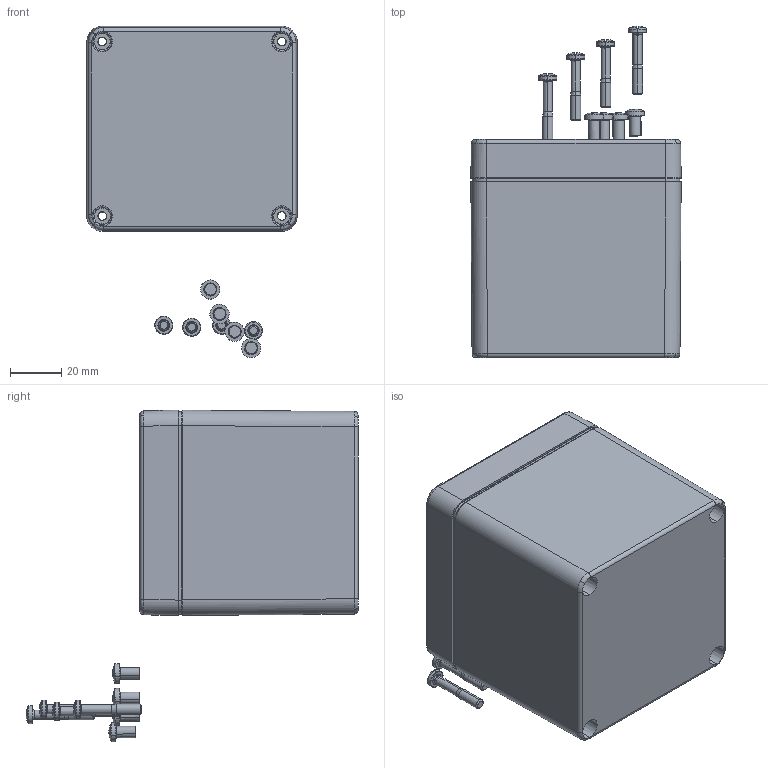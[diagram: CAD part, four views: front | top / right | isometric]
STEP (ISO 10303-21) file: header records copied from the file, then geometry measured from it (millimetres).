
FILE_DESCRIPTION (( 'STEP AP214' ), '1' );
FILE_NAME ('33080809.STEP', '2008-10-01T11:56:05', ( ' ' ), ( '' ), 'SwSTEP 2.0', 'SolidWorks 2008', '' );
FILE_SCHEMA (( 'AUTOMOTIVE_DESIGN' ));
Length unit declared in the file: millimetre
Products named in the file (9): 5200.009.0_Standard; 51005_Standard; 34091_Standard; 93214_WN1442 D4,5x7,8; 31911_Standard; 33080809; 82002_im Deckel eingebaut; 31090-Einpressbuchse_Standard
Assembly tree (17 placements, depth 3):
  33080809
    34091_Standard
    51005_Standard
      93214_WN1442 D4,5x7,8  x4
      5200.009.0_Standard  x4
    82002_im Deckel eingebaut
    31911_Standard
      31090-Einpressbuchse_Standard  x4
      31911_Standard
Bounding box: 82 x 129.39 x 129.25 mm (x, y, z)
Volume: 130265.5 mm3; surface area: 101953.2 mm2
Topology: 15 solids, 15 shells, 1467 faces, 3622 edges, 2225 vertices
Faces by surface type: plane 613, cylinder 279, bspline 244, cone 194, torus 129, sphere 8
Entity records: 41780 total; most frequent: CARTESIAN_POINT 18992, ORIENTED_EDGE 4996, DIRECTION 4328, EDGE_CURVE 2498, AXIS2_PLACEMENT_3D 1615, VERTEX_POINT 1511, EDGE_LOOP 1101, VECTOR 1098
